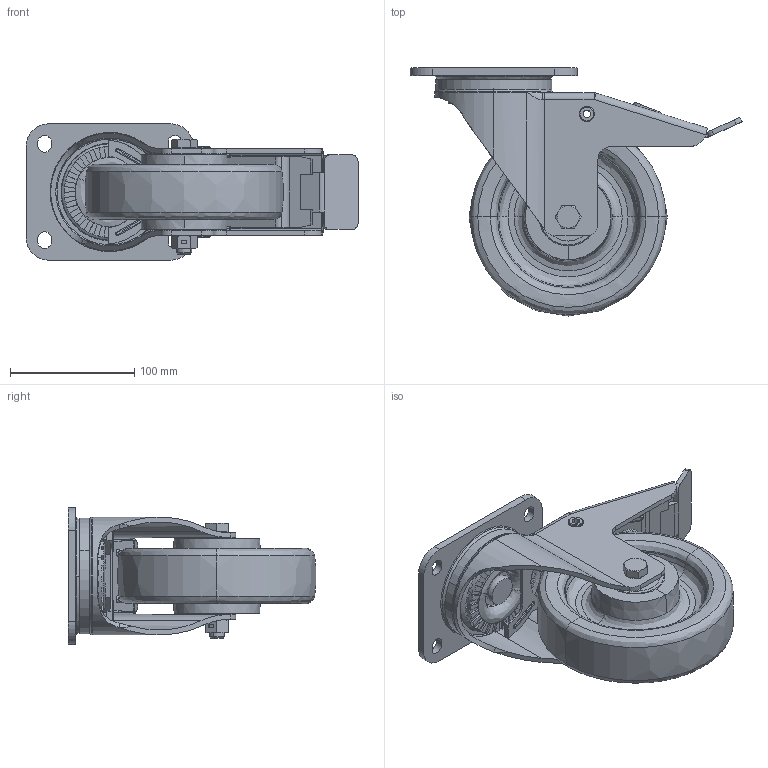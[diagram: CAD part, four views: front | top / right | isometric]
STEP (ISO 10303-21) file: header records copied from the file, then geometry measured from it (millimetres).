
FILE_DESCRIPTION (( 'STEP AP214' ), '1' );
FILE_NAME ('0020326_L-IM-TPKH-160-K-3-DSN.STEP', '2016-11-03T12:47:06', ( '' ), ( '' ), 'SwSTEP 2.0', 'SolidWorks 2016', '' );
FILE_SCHEMA (( 'AUTOMOTIVE_DESIGN' ));
Length unit declared in the file: millimetre
Products named in the file (1): 0020326_L-IM-TPKH-160-K-3-DSN
Bounding box: 267.63 x 199.86 x 110 mm (x, y, z)
Surface area: 276839.8 mm2 (no closed solid volume)
Topology: 0 solids, 23 shells, 1388 faces, 3535 edges, 2242 vertices
Faces by surface type: plane 765, cylinder 330, bspline 199, cone 80, torus 14
Entity records: 69031 total; most frequent: CARTESIAN_POINT 20855, ORIENTED_EDGE 7038, DIRECTION 6562, EDGE_CURVE 3531, AXIS2_PLACEMENT_3D 2282, VERTEX_POINT 2242, LINE 1998, VECTOR 1998
